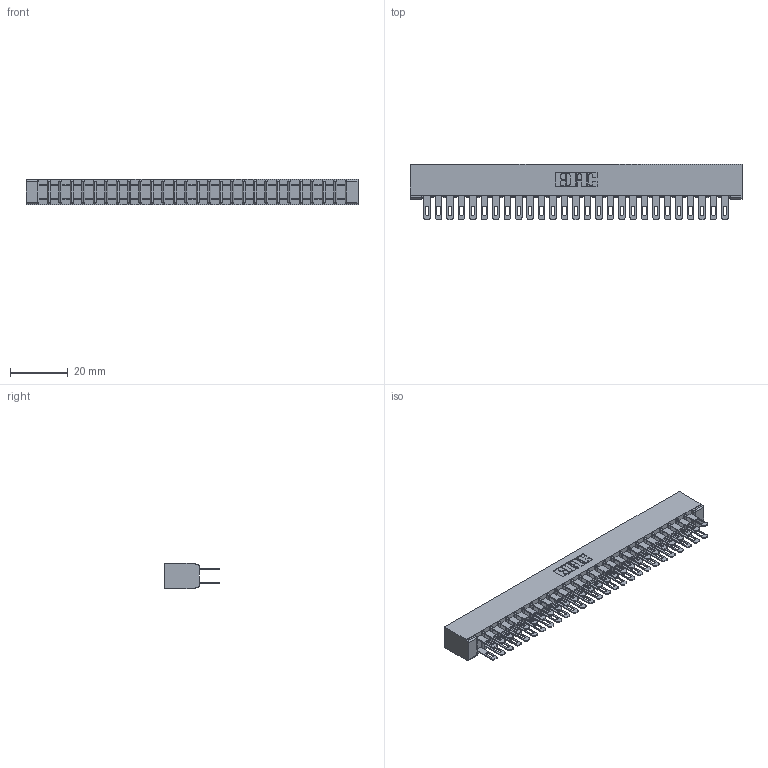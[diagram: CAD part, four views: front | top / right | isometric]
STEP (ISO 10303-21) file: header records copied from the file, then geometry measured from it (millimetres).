
FILE_DESCRIPTION (( 'STEP AP203' ), '1' );
FILE_NAME ('307-054-500-201.STEP', '2019-09-06T12:36:02', ( '' ), ( '' ), 'SwSTEP 2.0', 'SolidWorks 2016', '' );
FILE_SCHEMA (( 'CONFIG_CONTROL_DESIGN' ));
Length unit declared in the file: inch
Products named in the file (3): 307-054-500-201; 307 Part_No Mounting Lugs; 307-290-001_500
Assembly tree (55 placements, depth 2):
  307-054-500-201
    307 Part_No Mounting Lugs
    307-290-001_500  x54
Bounding box: 114.86 x 19.18 x 8.71 mm (x, y, z)
Volume: 7900.3 mm3; surface area: 15543.6 mm2
Topology: 55 solids, 55 shells, 2622 faces, 7319 edges, 4730 vertices
Faces by surface type: plane 1686, cylinder 880, sphere 56
Entity records: 25556 total; most frequent: CARTESIAN_POINT 4179, ORIENTED_EDGE 4138, DIRECTION 4101, EDGE_CURVE 2069, VECTOR 1581, LINE 1581, VERTEX_POINT 1338, AXIS2_PLACEMENT_3D 1260
